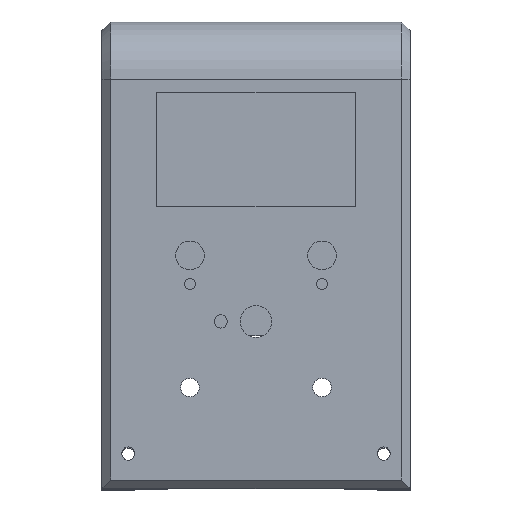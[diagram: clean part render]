
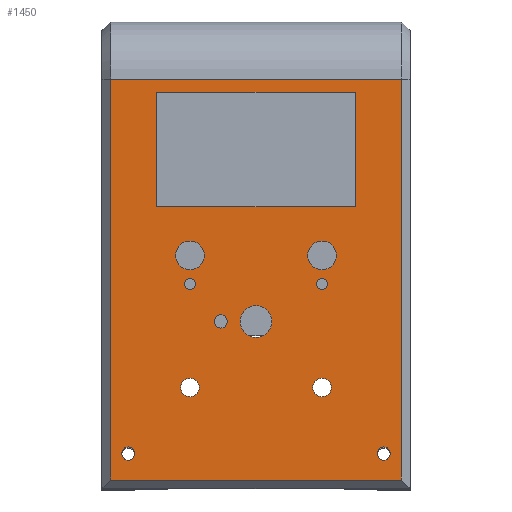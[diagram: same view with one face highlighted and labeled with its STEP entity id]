
A CAD part, top view. The second image highlights one B-rep face of the part: STEP entity #1450.
In plain terms, the highlighted planar face has unit normal (0, 0, 1).
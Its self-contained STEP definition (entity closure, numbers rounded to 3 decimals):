
#51=FACE_BOUND('',#263,.T.);
#52=FACE_BOUND('',#264,.T.);
#53=FACE_BOUND('',#265,.T.);
#54=FACE_BOUND('',#266,.T.);
#55=FACE_BOUND('',#267,.T.);
#56=FACE_BOUND('',#268,.T.);
#57=FACE_BOUND('',#269,.T.);
#58=FACE_BOUND('',#270,.T.);
#59=FACE_BOUND('',#271,.T.);
#60=FACE_BOUND('',#272,.T.);
#61=FACE_BOUND('',#273,.T.);
#93=CIRCLE('',#1551,3.25);
#94=CIRCLE('',#1552,3.25);
#95=CIRCLE('',#1553,1.25);
#96=CIRCLE('',#1554,1.25);
#97=CIRCLE('',#1555,2.1);
#98=CIRCLE('',#1556,2.1);
#99=CIRCLE('',#1557,1.5);
#100=CIRCLE('',#1558,1.5);
#101=CIRCLE('',#1559,1.5);
#102=CIRCLE('',#1560,3.6);
#184=FACE_OUTER_BOUND('',#262,.T.);
#262=EDGE_LOOP('',(#1036,#1037,#1038,#1039));
#263=EDGE_LOOP('',(#1040,#1041,#1042,#1043));
#264=EDGE_LOOP('',(#1044));
#265=EDGE_LOOP('',(#1045));
#266=EDGE_LOOP('',(#1046));
#267=EDGE_LOOP('',(#1047));
#268=EDGE_LOOP('',(#1048));
#269=EDGE_LOOP('',(#1049));
#270=EDGE_LOOP('',(#1050));
#271=EDGE_LOOP('',(#1051));
#272=EDGE_LOOP('',(#1052));
#273=EDGE_LOOP('',(#1053));
#369=LINE('',#2174,#502);
#381=LINE('',#2209,#514);
#384=LINE('',#2216,#517);
#395=LINE('',#2236,#528);
#396=LINE('',#2239,#529);
#397=LINE('',#2241,#530);
#398=LINE('',#2243,#531);
#399=LINE('',#2244,#532);
#502=VECTOR('',#1713,10.);
#514=VECTOR('',#1737,10.);
#517=VECTOR('',#1748,10.);
#528=VECTOR('',#1769,10.);
#529=VECTOR('',#1770,10.);
#530=VECTOR('',#1771,10.);
#531=VECTOR('',#1772,10.);
#532=VECTOR('',#1773,10.);
#637=VERTEX_POINT('',#2169);
#638=VERTEX_POINT('',#2173);
#648=VERTEX_POINT('',#2200);
#651=VERTEX_POINT('',#2208);
#656=VERTEX_POINT('',#2237);
#657=VERTEX_POINT('',#2238);
#658=VERTEX_POINT('',#2240);
#659=VERTEX_POINT('',#2242);
#660=VERTEX_POINT('',#2245);
#661=VERTEX_POINT('',#2247);
#662=VERTEX_POINT('',#2249);
#663=VERTEX_POINT('',#2251);
#664=VERTEX_POINT('',#2253);
#665=VERTEX_POINT('',#2255);
#666=VERTEX_POINT('',#2257);
#667=VERTEX_POINT('',#2259);
#668=VERTEX_POINT('',#2261);
#669=VERTEX_POINT('',#2263);
#777=EDGE_CURVE('',#638,#637,#369,.T.);
#792=EDGE_CURVE('',#648,#651,#381,.T.);
#797=EDGE_CURVE('',#651,#638,#384,.T.);
#808=EDGE_CURVE('',#637,#648,#395,.T.);
#809=EDGE_CURVE('',#656,#657,#396,.T.);
#810=EDGE_CURVE('',#657,#658,#397,.T.);
#811=EDGE_CURVE('',#658,#659,#398,.T.);
#812=EDGE_CURVE('',#659,#656,#399,.T.);
#813=EDGE_CURVE('',#660,#660,#93,.T.);
#814=EDGE_CURVE('',#661,#661,#94,.T.);
#815=EDGE_CURVE('',#662,#662,#95,.T.);
#816=EDGE_CURVE('',#663,#663,#96,.T.);
#817=EDGE_CURVE('',#664,#664,#97,.T.);
#818=EDGE_CURVE('',#665,#665,#98,.T.);
#819=EDGE_CURVE('',#666,#666,#99,.T.);
#820=EDGE_CURVE('',#667,#667,#100,.T.);
#821=EDGE_CURVE('',#668,#668,#101,.T.);
#822=EDGE_CURVE('',#669,#669,#102,.T.);
#1036=ORIENTED_EDGE('',*,*,#777,.F.);
#1037=ORIENTED_EDGE('',*,*,#797,.F.);
#1038=ORIENTED_EDGE('',*,*,#792,.F.);
#1039=ORIENTED_EDGE('',*,*,#808,.F.);
#1040=ORIENTED_EDGE('',*,*,#809,.T.);
#1041=ORIENTED_EDGE('',*,*,#810,.T.);
#1042=ORIENTED_EDGE('',*,*,#811,.T.);
#1043=ORIENTED_EDGE('',*,*,#812,.T.);
#1044=ORIENTED_EDGE('',*,*,#813,.T.);
#1045=ORIENTED_EDGE('',*,*,#814,.T.);
#1046=ORIENTED_EDGE('',*,*,#815,.T.);
#1047=ORIENTED_EDGE('',*,*,#816,.T.);
#1048=ORIENTED_EDGE('',*,*,#817,.T.);
#1049=ORIENTED_EDGE('',*,*,#818,.T.);
#1050=ORIENTED_EDGE('',*,*,#819,.T.);
#1051=ORIENTED_EDGE('',*,*,#820,.T.);
#1052=ORIENTED_EDGE('',*,*,#821,.T.);
#1053=ORIENTED_EDGE('',*,*,#822,.T.);
#1408=PLANE('',#1550);
#1450=ADVANCED_FACE('',(#184,#51,#52,#53,#54,#55,#56,#57,#58,#59,#60,#61),
#1408,.T.);
#1550=AXIS2_PLACEMENT_3D('',#2235,#1767,#1768);
#1551=AXIS2_PLACEMENT_3D('',#2246,#1774,#1775);
#1552=AXIS2_PLACEMENT_3D('',#2248,#1776,#1777);
#1553=AXIS2_PLACEMENT_3D('',#2250,#1778,#1779);
#1554=AXIS2_PLACEMENT_3D('',#2252,#1780,#1781);
#1555=AXIS2_PLACEMENT_3D('',#2254,#1782,#1783);
#1556=AXIS2_PLACEMENT_3D('',#2256,#1784,#1785);
#1557=AXIS2_PLACEMENT_3D('',#2258,#1786,#1787);
#1558=AXIS2_PLACEMENT_3D('',#2260,#1788,#1789);
#1559=AXIS2_PLACEMENT_3D('',#2262,#1790,#1791);
#1560=AXIS2_PLACEMENT_3D('',#2264,#1792,#1793);
#1713=DIRECTION('',(0.,1.,0.));
#1737=DIRECTION('',(0.,-1.,0.));
#1748=DIRECTION('',(-1.,0.,0.));
#1767=DIRECTION('center_axis',(0.,0.,1.));
#1768=DIRECTION('ref_axis',(0.,-1.,0.));
#1769=DIRECTION('',(1.,0.,0.));
#1770=DIRECTION('',(0.,-1.,0.));
#1771=DIRECTION('',(-1.,0.,0.));
#1772=DIRECTION('',(0.,1.,0.));
#1773=DIRECTION('',(1.,0.,0.));
#1774=DIRECTION('center_axis',(0.,0.,-1.));
#1775=DIRECTION('ref_axis',(1.,0.,0.));
#1776=DIRECTION('center_axis',(0.,0.,-1.));
#1777=DIRECTION('ref_axis',(1.,0.,0.));
#1778=DIRECTION('center_axis',(0.,0.,-1.));
#1779=DIRECTION('ref_axis',(1.,0.,0.));
#1780=DIRECTION('center_axis',(0.,0.,-1.));
#1781=DIRECTION('ref_axis',(1.,0.,0.));
#1782=DIRECTION('center_axis',(0.,0.,-1.));
#1783=DIRECTION('ref_axis',(1.,0.,0.));
#1784=DIRECTION('center_axis',(0.,0.,-1.));
#1785=DIRECTION('ref_axis',(1.,0.,0.));
#1786=DIRECTION('center_axis',(0.,0.,-1.));
#1787=DIRECTION('ref_axis',(1.,0.,0.));
#1788=DIRECTION('center_axis',(0.,0.,-1.));
#1789=DIRECTION('ref_axis',(1.,0.,0.));
#1790=DIRECTION('center_axis',(0.,0.,-1.));
#1791=DIRECTION('ref_axis',(1.,0.,0.));
#1792=DIRECTION('center_axis',(0.,0.,-1.));
#1793=DIRECTION('ref_axis',(1.,0.,0.));
#2169=CARTESIAN_POINT('',(-33.,90.,78.));
#2173=CARTESIAN_POINT('',(-33.,-1.,78.));
#2174=CARTESIAN_POINT('',(-33.,70.75,78.));
#2200=CARTESIAN_POINT('',(33.,90.,78.));
#2208=CARTESIAN_POINT('',(33.,-1.,78.));
#2209=CARTESIAN_POINT('',(33.,92.5,78.));
#2216=CARTESIAN_POINT('',(0.,-1.,78.));
#2235=CARTESIAN_POINT('Origin',(0.,90.,78.));
#2236=CARTESIAN_POINT('',(0.,90.,78.));
#2237=CARTESIAN_POINT('',(22.5,87.,78.));
#2238=CARTESIAN_POINT('',(22.5,61.,78.));
#2239=CARTESIAN_POINT('',(22.5,88.5,78.));
#2240=CARTESIAN_POINT('',(-22.5,61.,78.));
#2241=CARTESIAN_POINT('',(11.25,61.,78.));
#2242=CARTESIAN_POINT('',(-22.5,87.,78.));
#2243=CARTESIAN_POINT('',(-22.5,75.5,78.));
#2244=CARTESIAN_POINT('',(-11.25,87.,78.));
#2245=CARTESIAN_POINT('',(11.75,50.,78.));
#2246=CARTESIAN_POINT('Origin',(15.,50.,78.));
#2247=CARTESIAN_POINT('',(-18.25,50.,78.));
#2248=CARTESIAN_POINT('Origin',(-15.,50.,78.));
#2249=CARTESIAN_POINT('',(13.75,43.5,78.));
#2250=CARTESIAN_POINT('Origin',(15.,43.5,78.));
#2251=CARTESIAN_POINT('',(-16.25,43.5,78.));
#2252=CARTESIAN_POINT('Origin',(-15.,43.5,78.));
#2253=CARTESIAN_POINT('',(12.9,20.,78.));
#2254=CARTESIAN_POINT('Origin',(15.,20.,78.));
#2255=CARTESIAN_POINT('',(-17.1,20.,78.));
#2256=CARTESIAN_POINT('Origin',(-15.,20.,78.));
#2257=CARTESIAN_POINT('',(27.5,5.,78.));
#2258=CARTESIAN_POINT('Origin',(29.,5.,78.));
#2259=CARTESIAN_POINT('',(-30.5,5.,78.));
#2260=CARTESIAN_POINT('Origin',(-29.,5.,78.));
#2261=CARTESIAN_POINT('',(-9.5,35.,78.));
#2262=CARTESIAN_POINT('Origin',(-8.,35.,78.));
#2263=CARTESIAN_POINT('',(-3.6,35.,78.));
#2264=CARTESIAN_POINT('Origin',(0.,35.,78.));
